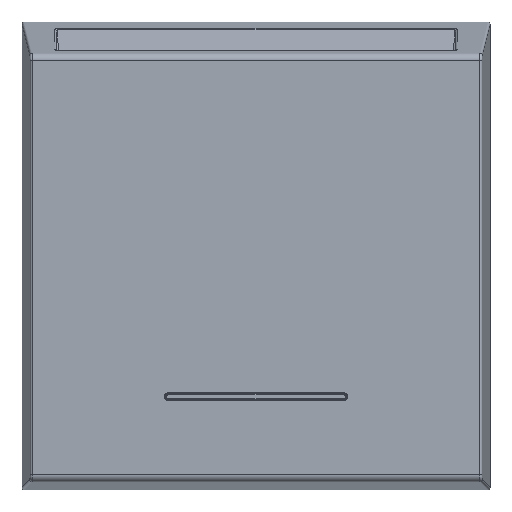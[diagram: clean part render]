
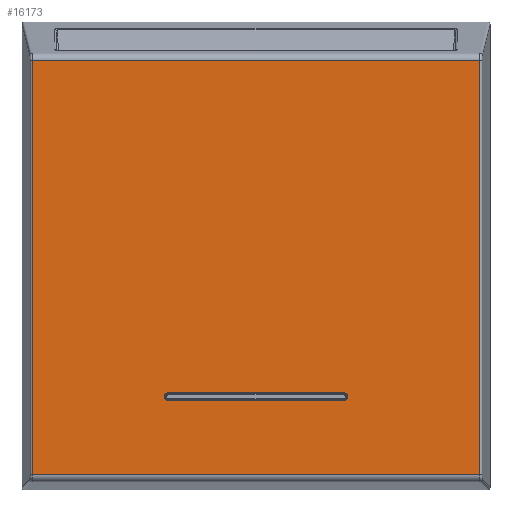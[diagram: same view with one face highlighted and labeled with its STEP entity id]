
A CAD part, top view. The second image highlights one B-rep face of the part: STEP entity #16173.
In plain terms, the highlighted face is planar.
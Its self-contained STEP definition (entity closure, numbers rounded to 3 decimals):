
#3976=CARTESIAN_POINT('',(30.79,16.8,-26.929));
#3993=CARTESIAN_POINT('',(-30.79,16.8,-26.929));
#4009=DIRECTION('',(0.,0.,1.));
#4010=VECTOR('',#4009,57.067);
#4011=CARTESIAN_POINT('',(30.79,16.8,-26.929));
#4012=LINE('5103',#4011,#4010);
#4013=DIRECTION('',(1.,0.,0.));
#4014=VECTOR('',#4013,61.581);
#4015=CARTESIAN_POINT('',(-30.79,16.8,30.138));
#4016=LINE('5128',#4015,#4014);
#4017=DIRECTION('',(0.,0.,1.));
#4018=VECTOR('',#4017,57.067);
#4019=CARTESIAN_POINT('',(-30.79,16.8,-26.929));
#4020=LINE('5116',#4019,#4018);
#4021=DIRECTION('',(-1.,0.,0.));
#4022=VECTOR('',#4021,61.581);
#4023=CARTESIAN_POINT('',(30.79,16.8,-26.929));
#4024=LINE('5123',#4023,#4022);
#4025=DIRECTION('',(1.,0.,0.));
#4026=VECTOR('',#4025,24.2);
#4027=CARTESIAN_POINT('',(-12.1,16.8,18.86));
#4028=LINE('15243',#4027,#4026);
#4029=CARTESIAN_POINT('',(-12.1,16.8,19.4));
#4030=DIRECTION('',(0.,-1.,0.));
#4031=DIRECTION('',(0.,0.,1.));
#4032=AXIS2_PLACEMENT_3D('',#4029,#4030,#4031);
#4034=DIRECTION('',(-1.,0.,0.));
#4035=VECTOR('',#4034,24.2);
#4036=CARTESIAN_POINT('',(12.1,16.8,19.94));
#4037=LINE('15247',#4036,#4035);
#4038=CARTESIAN_POINT('',(12.1,16.8,19.4));
#4039=DIRECTION('',(0.,-1.,0.));
#4040=DIRECTION('',(0.,0.,-1.));
#4041=AXIS2_PLACEMENT_3D('',#4038,#4039,#4040);
#10014=VERTEX_POINT('',#3976);
#10016=CARTESIAN_POINT('',(30.79,16.8,30.138));
#10017=VERTEX_POINT('',#10016);
#10031=VERTEX_POINT('',#3993);
#10034=CARTESIAN_POINT('',(-30.79,16.8,30.138));
#10035=VERTEX_POINT('',#10034);
#10564=CARTESIAN_POINT('',(-12.1,16.8,18.86));
#10565=CARTESIAN_POINT('',(12.1,16.8,18.86));
#10566=VERTEX_POINT('',#10564);
#10567=VERTEX_POINT('',#10565);
#10572=CARTESIAN_POINT('',(12.1,16.8,19.94));
#10573=VERTEX_POINT('',#10572);
#10576=CARTESIAN_POINT('',(-12.1,16.8,19.94));
#10577=VERTEX_POINT('',#10576);
#16151=CARTESIAN_POINT('',(-32.21,16.8,-26.929));
#16152=DIRECTION('',(0.,1.,0.));
#16153=DIRECTION('',(0.,0.,1.));
#16154=AXIS2_PLACEMENT_3D('',#16151,#16152,#16153);
#16155=PLANE('4924',#16154);
#16156=ORIENTED_EDGE('5103',*,*,#16143,.T.);
#16157=ORIENTED_EDGE('5128',*,*,#15858,.F.);
#16159=ORIENTED_EDGE('5116',*,*,#16158,.F.);
#16160=ORIENTED_EDGE('5123',*,*,#16058,.F.);
#16161=EDGE_LOOP('4924',(#16156,#16157,#16159,#16160));
#16162=FACE_OUTER_BOUND('4924',#16161,.F.);
#16164=ORIENTED_EDGE('15243',*,*,#16163,.F.);
#16166=ORIENTED_EDGE('15249',*,*,#16165,.F.);
#16168=ORIENTED_EDGE('15247',*,*,#16167,.F.);
#16170=ORIENTED_EDGE('15245',*,*,#16169,.F.);
#16171=EDGE_LOOP('4924',(#16164,#16166,#16168,#16170));
#16172=FACE_BOUND('4924',#16171,.F.);
#4033=CIRCLE('15249',#4032,0.54);
#4042=CIRCLE('15245',#4041,0.54);
#15858=EDGE_CURVE('5128',#10035,#10017,#4016,.T.);
#16058=EDGE_CURVE('5123',#10014,#10031,#4024,.T.);
#16143=EDGE_CURVE('5103',#10014,#10017,#4012,.T.);
#16158=EDGE_CURVE('5116',#10031,#10035,#4020,.T.);
#16163=EDGE_CURVE('15243',#10566,#10567,#4028,.T.);
#16165=EDGE_CURVE('15249',#10577,#10566,#4033,.T.);
#16167=EDGE_CURVE('15247',#10573,#10577,#4037,.T.);
#16169=EDGE_CURVE('15245',#10567,#10573,#4042,.T.);
#16173=ADVANCED_FACE('4924',(#16162,#16172),#16155,.T.);
